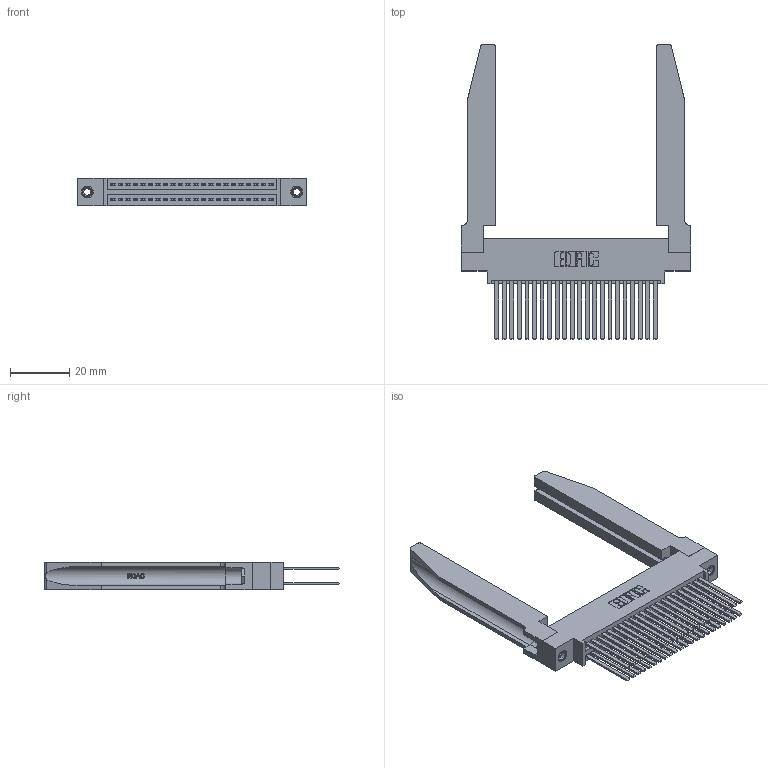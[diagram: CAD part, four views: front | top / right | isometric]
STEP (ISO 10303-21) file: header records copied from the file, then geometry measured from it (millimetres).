
FILE_DESCRIPTION (( 'STEP AP203' ), '1' );
FILE_NAME ('345-044-544-878.STEP', '2019-10-29T00:12:34', ( '' ), ( '' ), 'SwSTEP 2.0', 'SolidWorks 2016', '' );
FILE_SCHEMA (( 'CONFIG_CONTROL_DESIGN' ));
Length unit declared in the file: inch
Products named in the file (5): 345-292-001_345-293-144; 345 Part_0.170 Offset - 0.156 Dia-TH; 345-250-001_345-250-001-102; 345-044-544-878; 345-220-078_345-220-078
Assembly tree (49 placements, depth 2):
  345-044-544-878
    345 Part_0.170 Offset - 0.156 Dia-TH
    345-292-001_345-293-144  x44
    345-250-001_345-250-001-102  x2
    345-220-078_345-220-078  x2
Bounding box: 77.11 x 99.24 x 9.4 mm (x, y, z)
Volume: 15579.2 mm3; surface area: 19945 mm2
Topology: 49 solids, 49 shells, 2300 faces, 6725 edges, 4414 vertices
Faces by surface type: plane 1502, cylinder 746, bspline 36, cone 12, torus 4
Entity records: 24642 total; most frequent: CARTESIAN_POINT 5067, ORIENTED_EDGE 3898, DIRECTION 3483, EDGE_CURVE 1949, VECTOR 1639, LINE 1639, VERTEX_POINT 1292, AXIS2_PLACEMENT_3D 922
